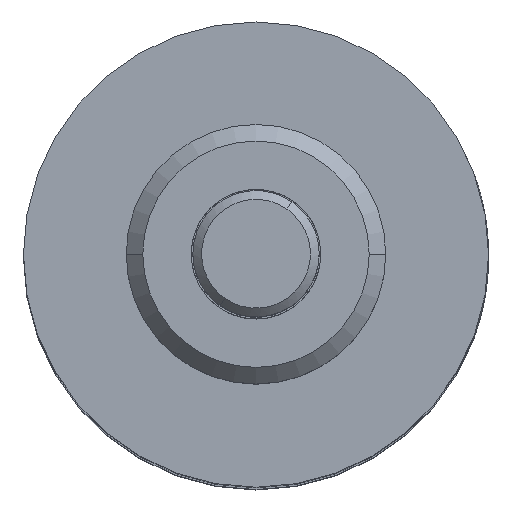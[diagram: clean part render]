
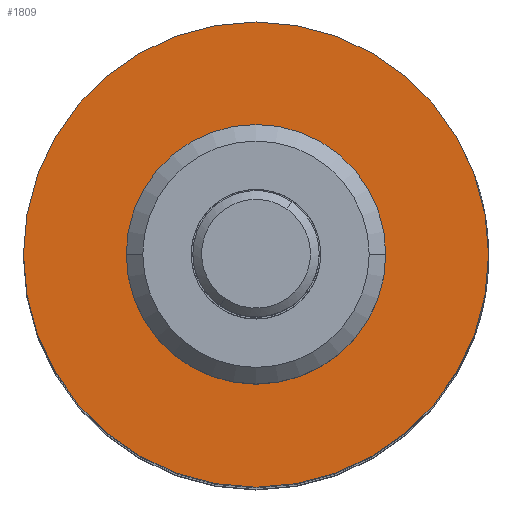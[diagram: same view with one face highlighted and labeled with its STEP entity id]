
A CAD part, top view. The second image highlights one B-rep face of the part: STEP entity #1809.
In plain terms, the highlighted face is planar.
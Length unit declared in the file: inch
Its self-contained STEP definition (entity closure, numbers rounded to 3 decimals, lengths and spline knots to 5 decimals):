
#17 = DIRECTION ( 'NONE',  ( 0., 0., 1. ) ) ;
#181 = VERTEX_POINT ( 'NONE', #1973 ) ;
#293 = ORIENTED_EDGE ( 'NONE', *, *, #2860, .F. ) ;
#311 = AXIS2_PLACEMENT_3D ( 'NONE', #2821, #1420, #17 ) ;
#323 = EDGE_CURVE ( 'NONE', #2122, #1731, #936, .T. ) ;
#569 = DIRECTION ( 'NONE',  ( -1., 0., 0. ) ) ;
#681 = CIRCLE ( 'NONE', #2146, 0.56 ) ;
#864 = ORIENTED_EDGE ( 'NONE', *, *, #323, .F. ) ;
#907 = FACE_BOUND ( 'NONE', #2255, .T. ) ;
#936 = CIRCLE ( 'NONE', #311, 0.31125 ) ;
#1133 = DIRECTION ( 'NONE',  ( 1., 0., 0. ) ) ;
#1217 = CARTESIAN_POINT ( 'NONE',  ( 0.62, 0., 0. ) ) ;
#1278 = DIRECTION ( 'NONE',  ( -1., 0., 0. ) ) ;
#1346 = CIRCLE ( 'NONE', #2672, 0.56 ) ;
#1390 = EDGE_LOOP ( 'NONE', ( #1517, #1799 ) ) ;
#1402 = AXIS2_PLACEMENT_3D ( 'NONE', #2667, #1278, #2910 ) ;
#1420 = DIRECTION ( 'NONE',  ( -1., 0., 0. ) ) ;
#1444 = DIRECTION ( 'NONE',  ( 0., 0., 1. ) ) ;
#1445 = CARTESIAN_POINT ( 'NONE',  ( 0.62, 0., 0.56 ) ) ;
#1492 = VERTEX_POINT ( 'NONE', #1445 ) ;
#1517 = ORIENTED_EDGE ( 'NONE', *, *, #2507, .T. ) ;
#1536 = FACE_OUTER_BOUND ( 'NONE', #1390, .T. ) ;
#1731 = VERTEX_POINT ( 'NONE', #2262 ) ;
#1799 = ORIENTED_EDGE ( 'NONE', *, *, #2212, .T. ) ;
#1809 = ADVANCED_FACE ( 'NONE', ( #907, #1536 ), #1824, .F. ) ;
#1824 = PLANE ( 'NONE',  #1947 ) ;
#1915 = CARTESIAN_POINT ( 'NONE',  ( 0.62, 0., -0.31125 ) ) ;
#1947 = AXIS2_PLACEMENT_3D ( 'NONE', #2044, #1133, #2759 ) ;
#1951 = CIRCLE ( 'NONE', #1402, 0.31125 ) ;
#1967 = CARTESIAN_POINT ( 'NONE',  ( 0.62, 0., 0. ) ) ;
#1973 = CARTESIAN_POINT ( 'NONE',  ( 0.62, 0., -0.56 ) ) ;
#2044 = CARTESIAN_POINT ( 'NONE',  ( 0.62, 0.56, 0. ) ) ;
#2122 = VERTEX_POINT ( 'NONE', #1915 ) ;
#2146 = AXIS2_PLACEMENT_3D ( 'NONE', #1217, #2843, #1444 ) ;
#2202 = DIRECTION ( 'NONE',  ( 0., 0., 1. ) ) ;
#2212 = EDGE_CURVE ( 'NONE', #181, #1492, #1346, .T. ) ;
#2255 = EDGE_LOOP ( 'NONE', ( #293, #864 ) ) ;
#2262 = CARTESIAN_POINT ( 'NONE',  ( 0.62, 0., 0.31125 ) ) ;
#2507 = EDGE_CURVE ( 'NONE', #1492, #181, #681, .T. ) ;
#2667 = CARTESIAN_POINT ( 'NONE',  ( 0.62, 0., 0. ) ) ;
#2672 = AXIS2_PLACEMENT_3D ( 'NONE', #1967, #569, #2202 ) ;
#2759 = DIRECTION ( 'NONE',  ( 0., 0., -1. ) ) ;
#2821 = CARTESIAN_POINT ( 'NONE',  ( 0.62, 0., 0. ) ) ;
#2843 = DIRECTION ( 'NONE',  ( -1., 0., 0. ) ) ;
#2860 = EDGE_CURVE ( 'NONE', #1731, #2122, #1951, .T. ) ;
#2910 = DIRECTION ( 'NONE',  ( 0., 0., 1. ) ) ;
